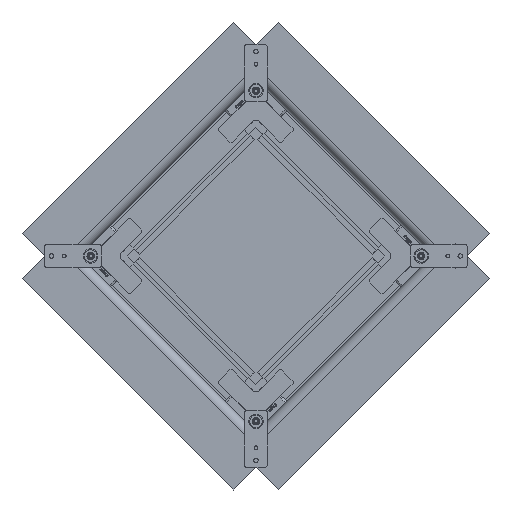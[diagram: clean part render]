
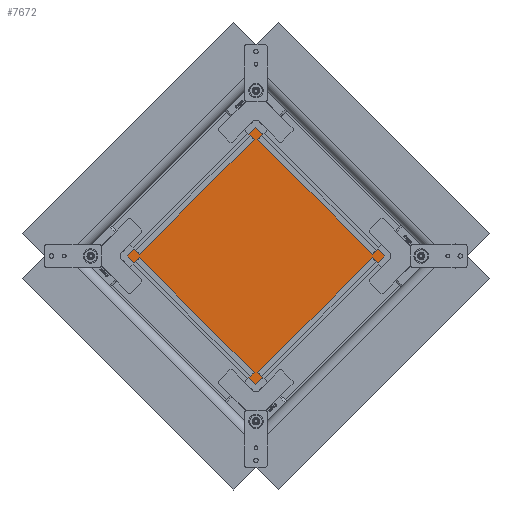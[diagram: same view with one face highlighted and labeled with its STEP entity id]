
A CAD part, front view. The second image highlights one B-rep face of the part: STEP entity #7672.
In plain terms, the highlighted face is planar.
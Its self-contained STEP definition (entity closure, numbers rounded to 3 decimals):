
#7593=DIRECTION('',(0.,-1.,0.));
#7594=VECTOR('',#7593,290.);
#7595=CARTESIAN_POINT('',(-145.,145.,0.));
#7596=LINE('',#7595,#7594);
#7597=DIRECTION('',(1.,0.,0.));
#7598=VECTOR('',#7597,290.);
#7599=CARTESIAN_POINT('',(-145.,-145.,0.));
#7600=LINE('',#7599,#7598);
#7601=DIRECTION('',(0.,1.,0.));
#7602=VECTOR('',#7601,290.);
#7603=CARTESIAN_POINT('',(145.,-145.,0.));
#7604=LINE('',#7603,#7602);
#7605=DIRECTION('',(-1.,0.,0.));
#7606=VECTOR('',#7605,290.);
#7607=CARTESIAN_POINT('',(145.,145.,0.));
#7608=LINE('',#7607,#7606);
#7641=CARTESIAN_POINT('',(-145.,145.,0.));
#7642=CARTESIAN_POINT('',(-145.,-145.,0.));
#7643=VERTEX_POINT('',#7641);
#7644=VERTEX_POINT('',#7642);
#7645=CARTESIAN_POINT('',(145.,-145.,0.));
#7646=VERTEX_POINT('',#7645);
#7647=CARTESIAN_POINT('',(145.,145.,0.));
#7648=VERTEX_POINT('',#7647);
#7657=CARTESIAN_POINT('',(0.,0.,0.));
#7658=DIRECTION('',(0.,0.,1.));
#7659=DIRECTION('',(1.,0.,0.));
#7660=AXIS2_PLACEMENT_3D('',#7657,#7658,#7659);
#7661=PLANE('',#7660);
#7663=ORIENTED_EDGE('',*,*,#7662,.T.);
#7665=ORIENTED_EDGE('',*,*,#7664,.T.);
#7667=ORIENTED_EDGE('',*,*,#7666,.T.);
#7669=ORIENTED_EDGE('',*,*,#7668,.T.);
#7670=EDGE_LOOP('',(#7663,#7665,#7667,#7669));
#7671=FACE_OUTER_BOUND('',#7670,.F.);
#7672=ADVANCED_FACE('',(#7671),#7661,.F.);
#7662=EDGE_CURVE('',#7643,#7644,#7596,.T.);
#7664=EDGE_CURVE('',#7644,#7646,#7600,.T.);
#7666=EDGE_CURVE('',#7646,#7648,#7604,.T.);
#7668=EDGE_CURVE('',#7648,#7643,#7608,.T.);
